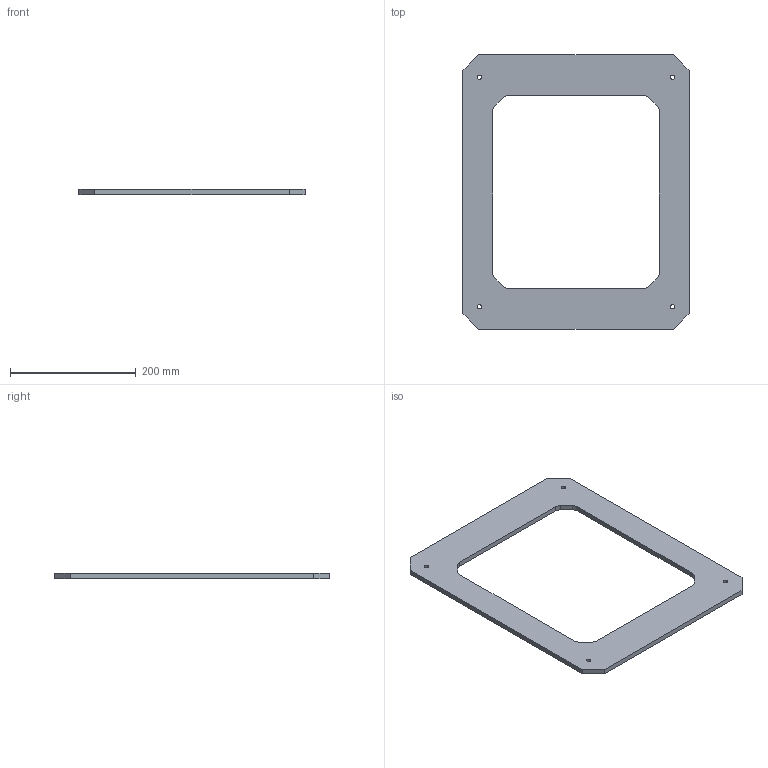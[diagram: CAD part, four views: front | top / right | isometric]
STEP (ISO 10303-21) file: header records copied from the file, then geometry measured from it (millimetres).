
FILE_DESCRIPTION(/* description */ ('LATERAL IZQUIERDO'),/* implementation_level */ '2;1');
FILE_NAME(/* name */ 'C04H030055-left-cover.stp',/* time_stamp */ '2014-12-22T16:02:27+01:00',/* author */ ('MARCHA TECHNOLOGY'),/* organization */ ('MARCHA TECHNOLOGY'),/* preprocessor_version */ 'ST-DEVELOPER v15.6',/* originating_system */ 'Autodesk Inventor 2015',/* authorisation */ '');
FILE_SCHEMA (('CONFIG_CONTROL_DESIGN'));
Length unit declared in the file: millimetre
Products named in the file (1): C04H030055-left-cover
Bounding box: 359 x 436.5 x 8 mm (x, y, z)
Volume: 601606.2 mm3; surface area: 172090.2 mm2
Topology: 1 solids, 1 shells, 30 faces, 88 edges, 60 vertices
Faces by surface type: plane 18, cylinder 12
Full cylindrical faces by diameter (mm): 7 x4
Entity records: 996 total; most frequent: CARTESIAN_POINT 167, DIRECTION 166, ORIENTED_EDGE 160, EDGE_CURVE 80, LINE 56, VECTOR 56, VERTEX_POINT 56, AXIS2_PLACEMENT_3D 55
